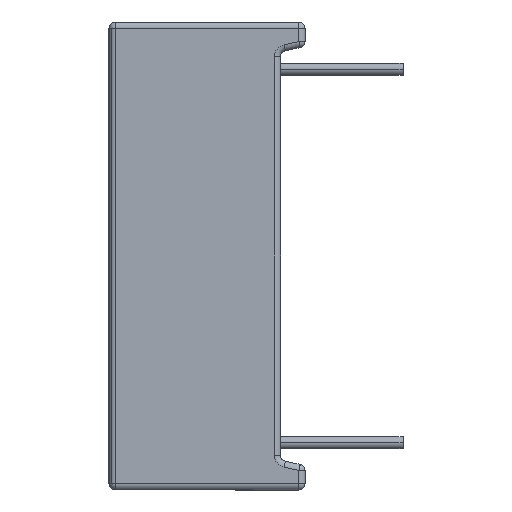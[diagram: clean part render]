
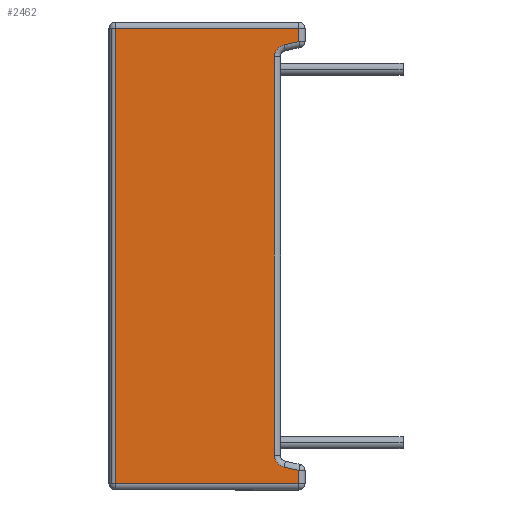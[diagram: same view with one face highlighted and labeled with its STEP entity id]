
A CAD part, left-side view. The second image highlights one B-rep face of the part: STEP entity #2462.
In plain terms, the highlighted planar face has unit normal (-1, 0, 0).
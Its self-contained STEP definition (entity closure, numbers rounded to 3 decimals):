
#27 = DIRECTION ( 'NONE',  ( 0., 0., -1. ) ) ;
#189 = CARTESIAN_POINT ( 'NONE',  ( -25.6, 0.856, -8.62 ) ) ;
#370 = VECTOR ( 'NONE', #15791, 1000. ) ;
#562 = CARTESIAN_POINT ( 'NONE',  ( -25.6, 0.25, 9.3 ) ) ;
#620 = ORIENTED_EDGE ( 'NONE', *, *, #7052, .T. ) ;
#725 = CARTESIAN_POINT ( 'NONE',  ( -25.6, 7.75, -9.55 ) ) ;
#904 = DIRECTION ( 'NONE',  ( 0., -1., 0. ) ) ;
#1022 = ORIENTED_EDGE ( 'NONE', *, *, #10120, .T. ) ;
#1265 = CARTESIAN_POINT ( 'NONE',  ( -25.6, 1.25, -8.131 ) ) ;
#1437 = VERTEX_POINT ( 'NONE', #13836 ) ;
#1695 = LINE ( 'NONE', #8118, #370 ) ;
#1759 = VECTOR ( 'NONE', #10366, 1000. ) ;
#1809 = VERTEX_POINT ( 'NONE', #562 ) ;
#1873 = CARTESIAN_POINT ( 'NONE',  ( -25.6, 1.25, 8.131 ) ) ;
#2072 = AXIS2_PLACEMENT_3D ( 'NONE', #3745, #14045, #27 ) ;
#2159 = ORIENTED_EDGE ( 'NONE', *, *, #9110, .T. ) ;
#2392 = FACE_OUTER_BOUND ( 'NONE', #4636, .T. ) ;
#2462 = ADVANCED_FACE ( 'NONE', ( #2392 ), #10156, .F. ) ;
#2563 = EDGE_CURVE ( 'NONE', #4057, #2679, #16102, .T. ) ;
#2679 = VERTEX_POINT ( 'NONE', #189 ) ;
#2683 = EDGE_CURVE ( 'NONE', #15611, #6421, #10986, .T. ) ;
#2793 = ORIENTED_EDGE ( 'NONE', *, *, #10750, .T. ) ;
#3745 = CARTESIAN_POINT ( 'NONE',  ( -25.6, 8., -9.55 ) ) ;
#3903 = CARTESIAN_POINT ( 'NONE',  ( -25.6, 0.75, -8.131 ) ) ;
#4017 = CARTESIAN_POINT ( 'NONE',  ( -25.6, 0.856, 8.62 ) ) ;
#4057 = VERTEX_POINT ( 'NONE', #1265 ) ;
#4371 = CARTESIAN_POINT ( 'NONE',  ( -25.6, 0.053, 8.794 ) ) ;
#4437 = EDGE_CURVE ( 'NONE', #10353, #14398, #4888, .T. ) ;
#4636 = EDGE_LOOP ( 'NONE', ( #14677, #6033, #1022, #9497, #2159, #8382, #13603, #6543, #2793, #620 ) ) ;
#4654 = DIRECTION ( 'NONE',  ( 0., 1., 0. ) ) ;
#4872 = CARTESIAN_POINT ( 'NONE',  ( -25.6, 0.25, -9.55 ) ) ;
#4888 = LINE ( 'NONE', #4970, #16682 ) ;
#4970 = CARTESIAN_POINT ( 'NONE',  ( -25.6, 8., -9.3 ) ) ;
#5253 = DIRECTION ( 'NONE',  ( -1., 0., 0. ) ) ;
#5549 = CARTESIAN_POINT ( 'NONE',  ( -25.6, 7.75, -9.3 ) ) ;
#5609 = CARTESIAN_POINT ( 'NONE',  ( -25.6, 1.25, -9.55 ) ) ;
#5871 = DIRECTION ( 'NONE',  ( 0., 0., -1. ) ) ;
#6033 = ORIENTED_EDGE ( 'NONE', *, *, #15421, .T. ) ;
#6421 = VERTEX_POINT ( 'NONE', #1873 ) ;
#6543 = ORIENTED_EDGE ( 'NONE', *, *, #13565, .T. ) ;
#7052 = EDGE_CURVE ( 'NONE', #12784, #10353, #12292, .T. ) ;
#7753 = LINE ( 'NONE', #14082, #1759 ) ;
#8118 = CARTESIAN_POINT ( 'NONE',  ( -25.6, 0.25, -9.55 ) ) ;
#8382 = ORIENTED_EDGE ( 'NONE', *, *, #2683, .F. ) ;
#8754 = VECTOR ( 'NONE', #10847, 1000. ) ;
#9060 = VECTOR ( 'NONE', #4654, 1000. ) ;
#9110 = EDGE_CURVE ( 'NONE', #4057, #6421, #14717, .T. ) ;
#9497 = ORIENTED_EDGE ( 'NONE', *, *, #2563, .F. ) ;
#10120 = EDGE_CURVE ( 'NONE', #1437, #2679, #7753, .T. ) ;
#10156 = PLANE ( 'NONE',  #2072 ) ;
#10353 = VERTEX_POINT ( 'NONE', #5549 ) ;
#10366 = DIRECTION ( 'NONE',  ( 0., 0.977, 0.212 ) ) ;
#10499 = DIRECTION ( 'NONE',  ( 0., 0., -1. ) ) ;
#10750 = EDGE_CURVE ( 'NONE', #1809, #12784, #12342, .T. ) ;
#10796 = VECTOR ( 'NONE', #14744, 1000. ) ;
#10847 = DIRECTION ( 'NONE',  ( 0., 0., 1. ) ) ;
#10986 = CIRCLE ( 'NONE', #13667, 0.5 ) ;
#11290 = LINE ( 'NONE', #4872, #15333 ) ;
#11929 = DIRECTION ( 'NONE',  ( -1., 0., 0. ) ) ;
#12056 = VECTOR ( 'NONE', #5871, 1000. ) ;
#12292 = LINE ( 'NONE', #725, #12056 ) ;
#12297 = DIRECTION ( 'NONE',  ( 0., 0., 1. ) ) ;
#12342 = LINE ( 'NONE', #16217, #9060 ) ;
#12641 = VERTEX_POINT ( 'NONE', #14664 ) ;
#12784 = VERTEX_POINT ( 'NONE', #13906 ) ;
#13463 = CARTESIAN_POINT ( 'NONE',  ( -25.6, 0.25, -9.3 ) ) ;
#13565 = EDGE_CURVE ( 'NONE', #12641, #1809, #1695, .T. ) ;
#13603 = ORIENTED_EDGE ( 'NONE', *, *, #16652, .T. ) ;
#13667 = AXIS2_PLACEMENT_3D ( 'NONE', #15467, #11929, #10499 ) ;
#13836 = CARTESIAN_POINT ( 'NONE',  ( -25.6, 0.25, -8.751 ) ) ;
#13906 = CARTESIAN_POINT ( 'NONE',  ( -25.6, 7.75, 9.3 ) ) ;
#14045 = DIRECTION ( 'NONE',  ( 1., 0., 0. ) ) ;
#14082 = CARTESIAN_POINT ( 'NONE',  ( -25.6, 7.723, -7.126 ) ) ;
#14398 = VERTEX_POINT ( 'NONE', #13463 ) ;
#14664 = CARTESIAN_POINT ( 'NONE',  ( -25.6, 0.25, 8.751 ) ) ;
#14677 = ORIENTED_EDGE ( 'NONE', *, *, #4437, .T. ) ;
#14717 = LINE ( 'NONE', #5609, #8754 ) ;
#14744 = DIRECTION ( 'NONE',  ( 0., -0.977, 0.212 ) ) ;
#15013 = AXIS2_PLACEMENT_3D ( 'NONE', #3903, #5253, #15556 ) ;
#15333 = VECTOR ( 'NONE', #12297, 1000. ) ;
#15421 = EDGE_CURVE ( 'NONE', #14398, #1437, #11290, .T. ) ;
#15467 = CARTESIAN_POINT ( 'NONE',  ( -25.6, 0.75, 8.131 ) ) ;
#15556 = DIRECTION ( 'NONE',  ( 0., 0., -1. ) ) ;
#15611 = VERTEX_POINT ( 'NONE', #4017 ) ;
#15768 = LINE ( 'NONE', #4371, #10796 ) ;
#15791 = DIRECTION ( 'NONE',  ( 0., 0., 1. ) ) ;
#16102 = CIRCLE ( 'NONE', #15013, 0.5 ) ;
#16217 = CARTESIAN_POINT ( 'NONE',  ( -25.6, 8., 9.3 ) ) ;
#16652 = EDGE_CURVE ( 'NONE', #15611, #12641, #15768, .T. ) ;
#16682 = VECTOR ( 'NONE', #904, 1000. ) ;
